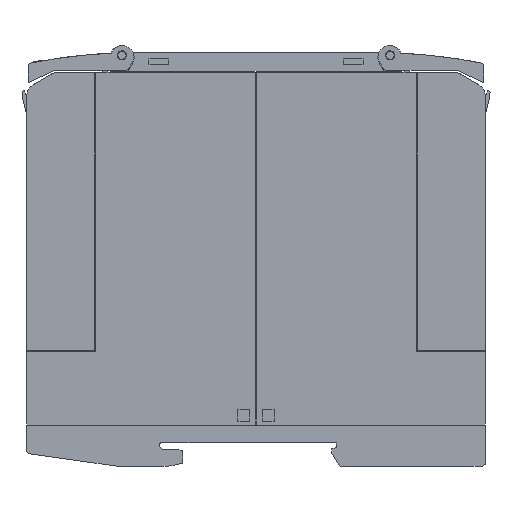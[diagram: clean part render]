
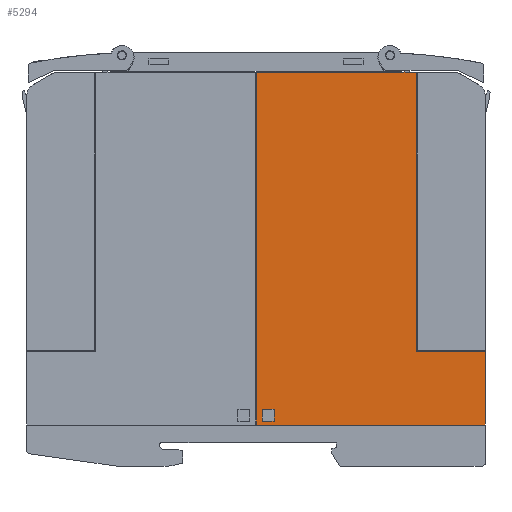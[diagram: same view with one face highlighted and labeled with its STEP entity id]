
A CAD part, left-side view. The second image highlights one B-rep face of the part: STEP entity #5294.
In plain terms, the highlighted planar face has unit normal (-1, 0, 0).
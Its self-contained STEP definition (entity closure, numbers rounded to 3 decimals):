
#5294=ADVANCED_FACE('',(#10784,#10785),#10786,.T.);
#10784=FACE_BOUND('',#16341,.T.);
#10785=FACE_OUTER_BOUND('',#16342,.T.);
#10786=PLANE('',#16343);
#16341=EDGE_LOOP('',(#33172,#33173,#33174,#33175));
#16342=EDGE_LOOP('',(#33176,#33177,#33178,#33179,#33180,#33181));
#16343=AXIS2_PLACEMENT_3D('',#33182,#33183,#33184);
#33172=ORIENTED_EDGE('',*,*,#40408,.T.);
#33173=ORIENTED_EDGE('',*,*,#40384,.T.);
#33174=ORIENTED_EDGE('',*,*,#40392,.T.);
#33175=ORIENTED_EDGE('',*,*,#40405,.T.);
#33176=ORIENTED_EDGE('',*,*,#35916,.T.);
#33177=ORIENTED_EDGE('',*,*,#35942,.T.);
#33178=ORIENTED_EDGE('',*,*,#40415,.T.);
#33179=ORIENTED_EDGE('',*,*,#40398,.F.);
#33180=ORIENTED_EDGE('',*,*,#40416,.T.);
#33181=ORIENTED_EDGE('',*,*,#40411,.T.);
#33182=CARTESIAN_POINT('',(0.0,25.949,9.001));
#33183=DIRECTION('',(-1.0,0.0,0.0));
#33184=DIRECTION('',(0.0,-1.0,0.0));
#35916=EDGE_CURVE('',#43822,#43826,#43828,.T.);
#35942=EDGE_CURVE('',#43826,#43878,#43879,.T.);
#40384=EDGE_CURVE('',#50446,#50444,#50447,.T.);
#40392=EDGE_CURVE('',#50444,#50455,#50457,.T.);
#40398=EDGE_CURVE('',#50466,#50468,#50469,.T.);
#40405=EDGE_CURVE('',#50455,#50478,#50480,.T.);
#40408=EDGE_CURVE('',#50478,#50446,#50483,.T.);
#40411=EDGE_CURVE('',#50486,#43822,#50487,.T.);
#40415=EDGE_CURVE('',#43878,#50468,#50492,.T.);
#40416=EDGE_CURVE('',#50466,#50486,#50493,.T.);
#43822=VERTEX_POINT('',#55933);
#43826=VERTEX_POINT('',#55939);
#43828=LINE('',#55942,#55943);
#43878=VERTEX_POINT('',#56017);
#43879=LINE('',#56018,#56019);
#50444=VERTEX_POINT('',#65904);
#50446=VERTEX_POINT('',#65907);
#50447=LINE('',#65908,#65909);
#50455=VERTEX_POINT('',#65921);
#50457=LINE('',#65924,#65925);
#50466=VERTEX_POINT('',#65937);
#50468=VERTEX_POINT('',#65940);
#50469=LINE('',#65941,#65942);
#50478=VERTEX_POINT('',#65955);
#50480=LINE('',#65958,#65959);
#50483=LINE('',#65963,#65964);
#50486=VERTEX_POINT('',#65967);
#50487=LINE('',#65968,#65969);
#50492=LINE('',#65976,#65977);
#50493=LINE('',#65978,#65979);
#55933=CARTESIAN_POINT('',(0.0,0.999,25.101));
#55939=CARTESIAN_POINT('',(0.0,16.099,25.101));
#55942=CARTESIAN_POINT('',(0.0,17.224,25.101));
#55943=VECTOR('',#68523,1.0);
#56017=CARTESIAN_POINT('',(0.0,16.099,85.801));
#56018=CARTESIAN_POINT('',(0.0,16.099,32.226));
#56019=VECTOR('',#68548,1.0);
#65904=CARTESIAN_POINT('',(0.0,46.999,12.401));
#65907=CARTESIAN_POINT('',(0.0,49.599,12.401));
#65908=CARTESIAN_POINT('',(0.0,37.124,12.401));
#65909=VECTOR('',#72782,1.0);
#65921=CARTESIAN_POINT('',(0.0,46.999,9.801));
#65924=CARTESIAN_POINT('',(0.0,46.999,10.051));
#65925=VECTOR('',#72788,1.0);
#65937=CARTESIAN_POINT('',(0.0,50.899,9.001));
#65940=CARTESIAN_POINT('',(0.0,50.899,85.801));
#65941=CARTESIAN_POINT('',(0.0,50.899,9.001));
#65942=VECTOR('',#72793,1.0);
#65955=CARTESIAN_POINT('',(0.0,49.599,9.801));
#65958=CARTESIAN_POINT('',(0.0,37.124,9.801));
#65959=VECTOR('',#72799,1.0);
#65963=CARTESIAN_POINT('',(0.0,49.599,10.051));
#65964=VECTOR('',#72801,1.0);
#65967=CARTESIAN_POINT('',(0.0,0.999,9.001));
#65968=CARTESIAN_POINT('',(0.0,0.999,9.001));
#65969=VECTOR('',#72802,1.0);
#65976=CARTESIAN_POINT('',(0.0,50.899,85.801));
#65977=VECTOR('',#72805,1.0);
#65978=CARTESIAN_POINT('',(0.0,50.899,9.001));
#65979=VECTOR('',#72806,1.0);
#68523=DIRECTION('',(0.0,1.0,-0.0));
#68548=DIRECTION('',(0.0,0.0,1.0));
#72782=DIRECTION('',(-0.0,-1.0,-0.0));
#72788=DIRECTION('',(-0.0,-0.0,-1.0));
#72793=DIRECTION('',(0.0,0.0,1.0));
#72799=DIRECTION('',(0.0,1.0,-0.0));
#72801=DIRECTION('',(0.0,0.0,1.0));
#72802=DIRECTION('',(0.0,0.0,1.0));
#72805=DIRECTION('',(0.0,1.0,-0.0));
#72806=DIRECTION('',(0.0,-1.0,0.0));
